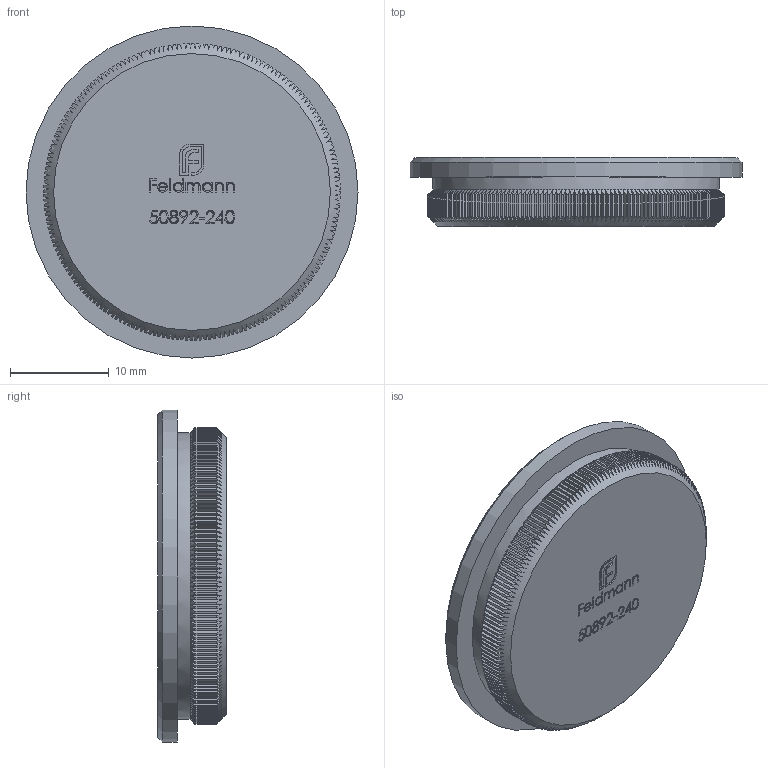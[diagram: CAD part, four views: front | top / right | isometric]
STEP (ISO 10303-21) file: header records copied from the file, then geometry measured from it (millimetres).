
FILE_DESCRIPTION (( 'STEP AP203' ), '1' );
FILE_NAME ('50892-240.step', '2021-11-15T09:34:45', ( '' ), ( '' ), 'SwSTEP 2.0', 'SolidWorks 2018', '' );
FILE_SCHEMA (( 'CONFIG_CONTROL_DESIGN' ));
Products named in the file (2): 50892-240
Bounding box: 33.7 x 7 x 33.7 mm (x, y, z)
Volume: 5175.5 mm3; surface area: 2856.7 mm2
Topology: 1 solids, 1 shells, 1080 faces, 2750 edges, 1700 vertices
Faces by surface type: plane 544, cylinder 202, cone 202, bspline 132
Full cylindrical faces by diameter (mm): 29.1 x1, 33.7 x1
Entity records: 39691 total; most frequent: CARTESIAN_POINT 15670, ORIENTED_EDGE 5486, DIRECTION 4184, EDGE_CURVE 2743, VERTEX_POINT 1697, AXIS2_PLACEMENT_3D 1555, EDGE_LOOP 1112, FACE_OUTER_BOUND 1082
